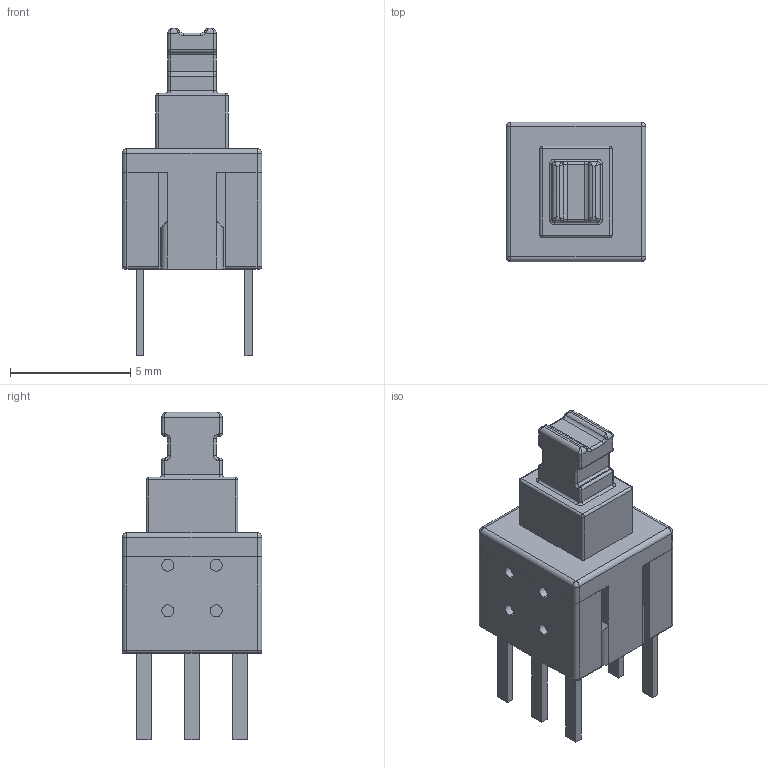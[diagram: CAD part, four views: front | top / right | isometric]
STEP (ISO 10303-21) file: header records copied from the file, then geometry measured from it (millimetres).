
FILE_DESCRIPTION (( 'STEP AP214' ), '1' );
FILE_NAME ('32513E1F-6689-406D-A292-090EAB7FF726.STEP', '2023-03-10T02:48:09', ( '' ), ( '' ), 'SwSTEP 2.0', 'SolidWorks 2022', '' );
FILE_SCHEMA (( 'AUTOMOTIVE_DESIGN' ));
Length unit declared in the file: millimetre
Products named in the file (1): 32513E1F-6689-406D-A292-090EAB7FF726
Bounding box: 5.8 x 5.8 x 13.6 mm (x, y, z)
Volume: 206.7 mm3; surface area: 394.8 mm2
Topology: 9 solids, 9 shells, 263 faces, 610 edges, 352 vertices
Faces by surface type: plane 119, cylinder 96, torus 20, sphere 16, bspline 12
Entity records: 7549 total; most frequent: CARTESIAN_POINT 1514, DIRECTION 1250, ORIENTED_EDGE 1172, EDGE_CURVE 586, AXIS2_PLACEMENT_3D 444, LINE 362, VECTOR 362, VERTEX_POINT 352
